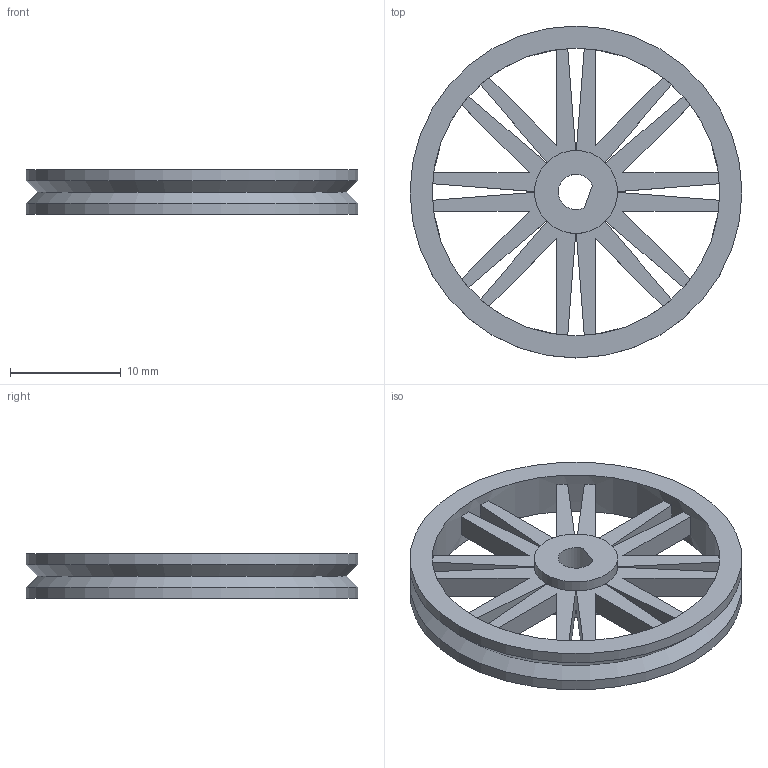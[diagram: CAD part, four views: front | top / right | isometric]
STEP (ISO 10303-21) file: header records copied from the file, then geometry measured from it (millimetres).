
FILE_DESCRIPTION(/* description */ (''),/* implementation_level */ '2;1');
FILE_NAME(/* name */ 'Ведущее колесо машинки.stp',/* time_stamp */ '2025-02-10T21:08:59+03:00',/* author */ ('s3dok'),/* organization */ (''),/* preprocessor_version */ 'ST-DEVELOPER v18.1',/* originating_system */ 'Autodesk Inventor 2022',/* authorisation */ '');
FILE_SCHEMA (('AUTOMOTIVE_DESIGN { 1 0 10303 214 3 1 1 }'));
Length unit declared in the file: millimetre
Products named in the file (1): Ведущее колесо 
машинки
Bounding box: 30 x 30 x 4 mm (x, y, z)
Volume: 1161.8 mm3; surface area: 2230.2 mm2
Topology: 1 solids, 1 shells, 55 faces, 194 edges, 129 vertices
Faces by surface type: plane 39, cylinder 14, cone 2
Full cylindrical faces by diameter (mm): 7.5 x2, 26 x1, 30 x2
Entity records: 2212 total; most frequent: ORIENTED_EDGE 388, CARTESIAN_POINT 379, DIRECTION 369, EDGE_CURVE 194, LINE 131, VECTOR 131, VERTEX_POINT 129, AXIS2_PLACEMENT_3D 119
